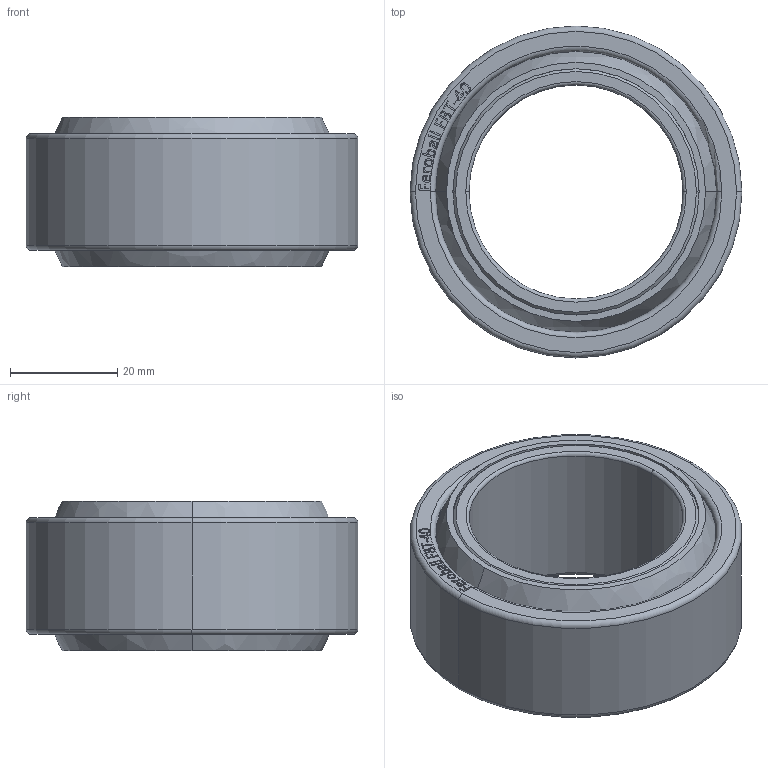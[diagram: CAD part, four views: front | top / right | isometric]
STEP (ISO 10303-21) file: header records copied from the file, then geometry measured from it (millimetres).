
FILE_DESCRIPTION (( 'STEP AP214' ), '1' );
FILE_NAME ('Feroball FBT-40.STEP', '2021-08-05T13:57:02', ( '' ), ( '' ), 'SwSTEP 2.0', 'SolidWorks 2021', '' );
FILE_SCHEMA (( 'AUTOMOTIVE_DESIGN' ));
Length unit declared in the file: millimetre
Products named in the file (4): FBT40 - 2C; FBT40 - 3B; Feroball FBT-40; FBT40 - 1D
Assembly tree (3 placements, depth 2):
  Feroball FBT-40
    FBT40 - 1D
    FBT40 - 2C
    FBT40 - 3B
Bounding box: 61.99 x 61.99 x 27.94 mm (x, y, z)
Volume: 42234.4 mm3; surface area: 27085.7 mm2
Topology: 3 solids, 3 shells, 428 faces, 1202 edges, 794 vertices
Faces by surface type: bspline 220, plane 176, torus 16, cylinder 8, cone 4, sphere 4
Entity records: 23598 total; most frequent: CARTESIAN_POINT 14020, ORIENTED_EDGE 2384, DIRECTION 1212, EDGE_CURVE 1192, VERTEX_POINT 788, VECTOR 596, LINE 596, B_SPLINE_CURVE_WITH_KNOTS 502
